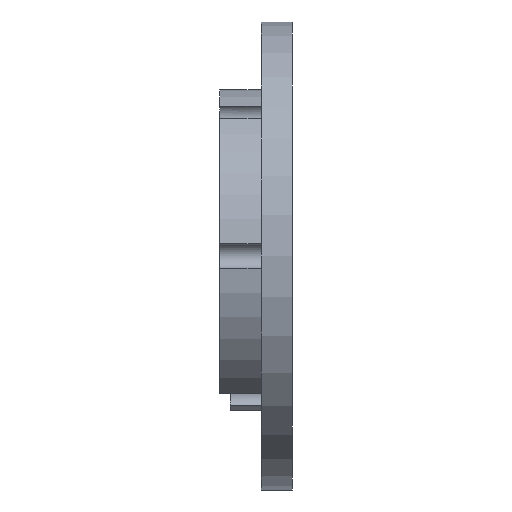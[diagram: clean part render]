
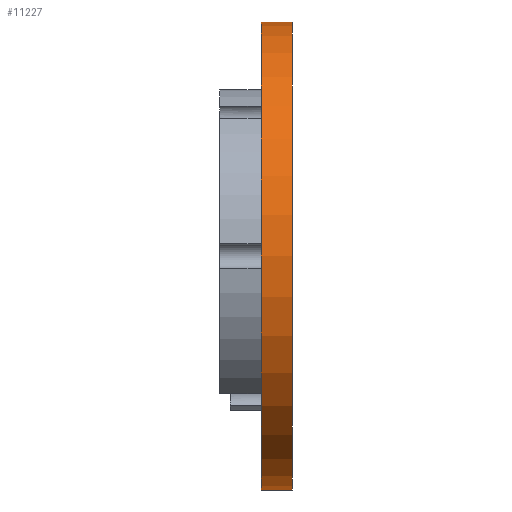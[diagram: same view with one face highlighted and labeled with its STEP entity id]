
A CAD part, left-side view. The second image highlights one B-rep face of the part: STEP entity #11227.
In plain terms, the highlighted cylindrical face has radius 45 mm (diameter 90 mm), a partial arc.
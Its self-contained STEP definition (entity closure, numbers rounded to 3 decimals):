
#188 = DIRECTION ( 'NONE',  ( 0., -1., 0. ) ) ;
#293 = CIRCLE ( 'NONE', #3030, 45. ) ;
#358 = CARTESIAN_POINT ( 'NONE',  ( 0., 6., -45. ) ) ;
#1605 = CYLINDRICAL_SURFACE ( 'NONE', #3476, 45. ) ;
#1679 = DIRECTION ( 'NONE',  ( 0., -1., 0. ) ) ;
#2217 = CARTESIAN_POINT ( 'NONE',  ( 0., 6., 45. ) ) ;
#2582 = EDGE_CURVE ( 'NONE', #11292, #4406, #6418, .T. ) ;
#2671 = DIRECTION ( 'NONE',  ( 0., 0., 1. ) ) ;
#2892 = FACE_OUTER_BOUND ( 'NONE', #13361, .T. ) ;
#3030 = AXIS2_PLACEMENT_3D ( 'NONE', #9304, #5119, #2671 ) ;
#3289 = EDGE_CURVE ( 'NONE', #4406, #6903, #5650, .T. ) ;
#3476 = AXIS2_PLACEMENT_3D ( 'NONE', #7220, #1679, #13607 ) ;
#3711 = ORIENTED_EDGE ( 'NONE', *, *, #3289, .F. ) ;
#3990 = VECTOR ( 'NONE', #11152, 1000. ) ;
#4406 = VERTEX_POINT ( 'NONE', #2217 ) ;
#4499 = EDGE_CURVE ( 'NONE', #11292, #11272, #10071, .T. ) ;
#5119 = DIRECTION ( 'NONE',  ( 0., 1., 0. ) ) ;
#5576 = CARTESIAN_POINT ( 'NONE',  ( 0., 6., 45. ) ) ;
#5650 = LINE ( 'NONE', #5576, #9741 ) ;
#5920 = ORIENTED_EDGE ( 'NONE', *, *, #4499, .T. ) ;
#6190 = AXIS2_PLACEMENT_3D ( 'NONE', #11321, #11390, #9023 ) ;
#6418 = CIRCLE ( 'NONE', #6190, 45. ) ;
#6903 = VERTEX_POINT ( 'NONE', #7901 ) ;
#7220 = CARTESIAN_POINT ( 'NONE',  ( 0., 6., 0. ) ) ;
#7901 = CARTESIAN_POINT ( 'NONE',  ( 0., 0., 45. ) ) ;
#9023 = DIRECTION ( 'NONE',  ( 0., 0., 1. ) ) ;
#9304 = CARTESIAN_POINT ( 'NONE',  ( 0., 0., 0. ) ) ;
#9741 = VECTOR ( 'NONE', #188, 1000. ) ;
#10071 = LINE ( 'NONE', #358, #3990 ) ;
#10391 = CARTESIAN_POINT ( 'NONE',  ( 0., 6., -45. ) ) ;
#11152 = DIRECTION ( 'NONE',  ( 0., -1., 0. ) ) ;
#11227 = ADVANCED_FACE ( 'NONE', ( #2892 ), #1605, .T. ) ;
#11272 = VERTEX_POINT ( 'NONE', #11735 ) ;
#11292 = VERTEX_POINT ( 'NONE', #10391 ) ;
#11321 = CARTESIAN_POINT ( 'NONE',  ( 0., 6., 0. ) ) ;
#11390 = DIRECTION ( 'NONE',  ( 0., 1., 0. ) ) ;
#11735 = CARTESIAN_POINT ( 'NONE',  ( 0., 0., -45. ) ) ;
#12301 = EDGE_CURVE ( 'NONE', #11272, #6903, #293, .T. ) ;
#12388 = ORIENTED_EDGE ( 'NONE', *, *, #2582, .F. ) ;
#13361 = EDGE_LOOP ( 'NONE', ( #3711, #12388, #5920, #13534 ) ) ;
#13534 = ORIENTED_EDGE ( 'NONE', *, *, #12301, .T. ) ;
#13607 = DIRECTION ( 'NONE',  ( 0., 0., -1. ) ) ;
